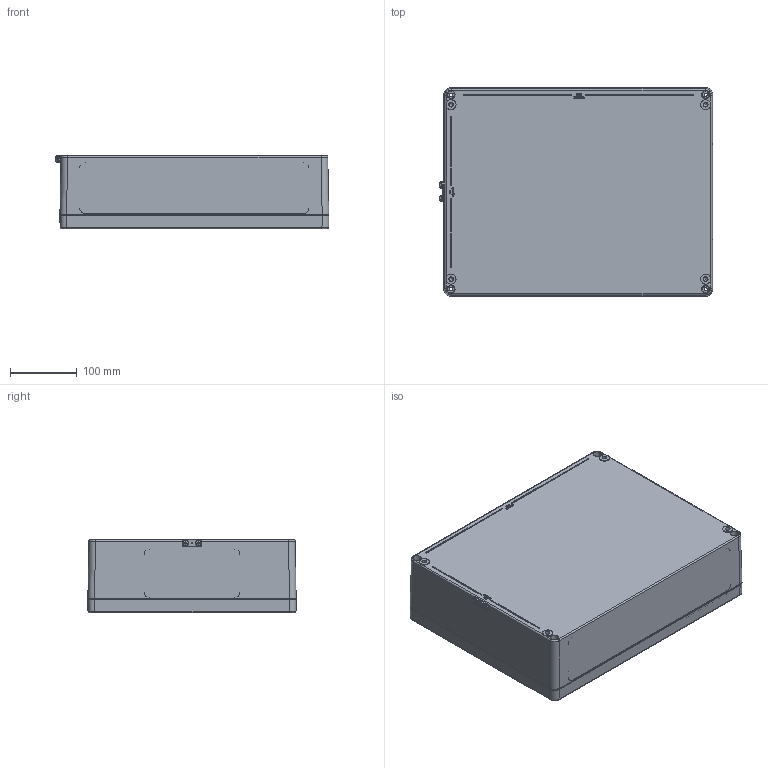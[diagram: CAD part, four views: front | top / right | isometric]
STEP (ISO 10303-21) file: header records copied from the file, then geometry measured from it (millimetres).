
FILE_DESCRIPTION((''),'2;1');
FILE_NAME('MBA Ex- 403111.stp','2011-12-21T14:08:06',('stefan.grimm'),(''),'Autodesk Inventor 2012','Autodesk Inventor 2012','');
FILE_SCHEMA(('AUTOMOTIVE_DESIGN { 1 0 10303 214 1 1 1 1 }'));
Length unit declared in the file: millimetre
Products named in the file (8): MBA Ex- 403111; MBA UT-403111 Aussenerde; OT-403111; Aussenerde m5 2; Aussenerde groß; AS 1968 5; NF EN 28744 - ersetzt durch NF EN ISO 8744 2 x 8; AS 1427 H - Metrisch M5 x 16
Assembly tree (10 placements, depth 3):
  MBA Ex- 403111
    MBA UT-403111 Aussenerde
    OT-403111
    Aussenerde m5 2
      Aussenerde groß  x2
      AS 1968 5  x2
      NF EN 28744 - ersetzt durch NF EN ISO 8744 2 x 8
      AS 1427 H - Metrisch M5 x 16  x2
Bounding box: 411.07 x 313 x 111 mm (x, y, z)
Volume: 2038138.9 mm3; surface area: 836790.2 mm2
Topology: 9 solids, 9 shells, 924 faces, 2352 edges, 1527 vertices
Faces by surface type: plane 381, bspline 272, cylinder 153, cone 88, torus 26, sphere 4
Full cylindrical faces by diameter (mm): 2 x3, 4.134 x2, 4.51 x2, 4.917 x15, 5 x2, 5.5 x8, 6 x4, 11 x4, 14.3 x4, 15 x4
Entity records: 31663 total; most frequent: CARTESIAN_POINT 12110, ORIENTED_EDGE 4234, DIRECTION 3274, EDGE_CURVE 2117, VERTEX_POINT 1422, VECTOR 1114, LINE 1114, EDGE_LOOP 1081
